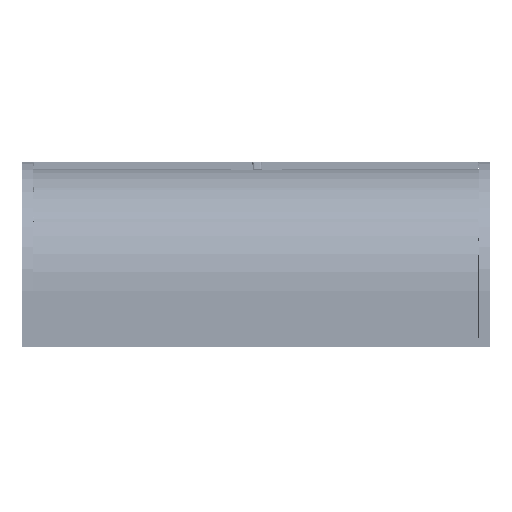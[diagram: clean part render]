
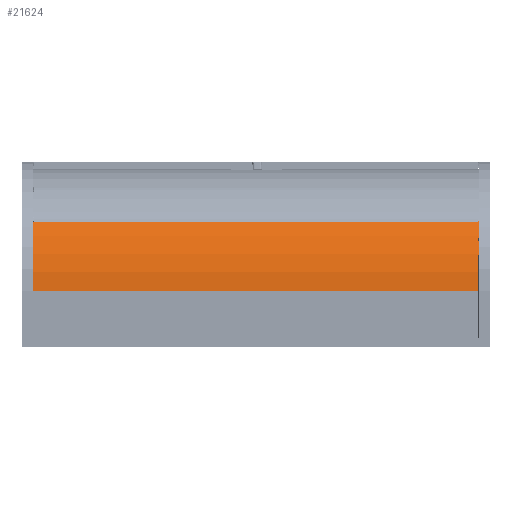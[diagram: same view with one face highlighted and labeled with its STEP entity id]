
A CAD part, top view. The second image highlights one B-rep face of the part: STEP entity #21624.
In plain terms, the highlighted cylindrical face has radius 532 mm (diameter 1064 mm), a partial arc.
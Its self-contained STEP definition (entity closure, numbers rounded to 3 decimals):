
#21366=CARTESIAN_POINT('',(304.,532.,-937.));
#21367=DIRECTION('',(0.,0.,1.));
#21368=DIRECTION('',(0.,-1.,0.));
#21369=AXIS2_PLACEMENT_3D('',#21366,#21367,#21368);
#21439=DIRECTION('',(0.,0.,1.));
#21440=VECTOR('',#21439,1874.);
#21441=CARTESIAN_POINT('',(304.,0.,-937.));
#21442=LINE('',#21441,#21440);
#21446=DIRECTION('',(0.,0.,-1.));
#21447=VECTOR('',#21446,1874.);
#21448=CARTESIAN_POINT('',(603.024,91.99,937.));
#21449=LINE('',#21448,#21447);
#21489=CARTESIAN_POINT('',(304.,532.,937.));
#21490=DIRECTION('',(0.,0.,-1.));
#21491=DIRECTION('',(0.562,-0.827,0.));
#21492=AXIS2_PLACEMENT_3D('',#21489,#21490,#21491);
#21497=CARTESIAN_POINT('',(304.,0.,-937.));
#21499=VERTEX_POINT('',#21497);
#21501=CARTESIAN_POINT('',(603.024,91.99,-937.));
#21502=VERTEX_POINT('',#21501);
#21511=CARTESIAN_POINT('',(304.,0.,937.));
#21512=VERTEX_POINT('',#21511);
#21519=CARTESIAN_POINT('',(603.024,91.99,937.));
#21520=VERTEX_POINT('',#21519);
#21612=CARTESIAN_POINT('',(304.,532.,-937.));
#21613=DIRECTION('',(0.,0.,1.));
#21614=DIRECTION('',(1.,0.,0.));
#21615=AXIS2_PLACEMENT_3D('',#21612,#21613,#21614);
#21616=CYLINDRICAL_SURFACE('',#21615,532.);
#21617=ORIENTED_EDGE('',*,*,#21528,.F.);
#21618=ORIENTED_EDGE('',*,*,#21551,.T.);
#21620=ORIENTED_EDGE('',*,*,#21619,.F.);
#21621=ORIENTED_EDGE('',*,*,#21604,.T.);
#21622=EDGE_LOOP('',(#21617,#21618,#21620,#21621));
#21623=FACE_OUTER_BOUND('',#21622,.F.);
#21370=CIRCLE('',#21369,532.);
#21493=CIRCLE('',#21492,532.);
#21528=EDGE_CURVE('',#21499,#21502,#21370,.T.);
#21551=EDGE_CURVE('',#21499,#21512,#21442,.T.);
#21604=EDGE_CURVE('',#21520,#21502,#21449,.T.);
#21619=EDGE_CURVE('',#21520,#21512,#21493,.T.);
#21624=ADVANCED_FACE('',(#21623),#21616,.T.);
